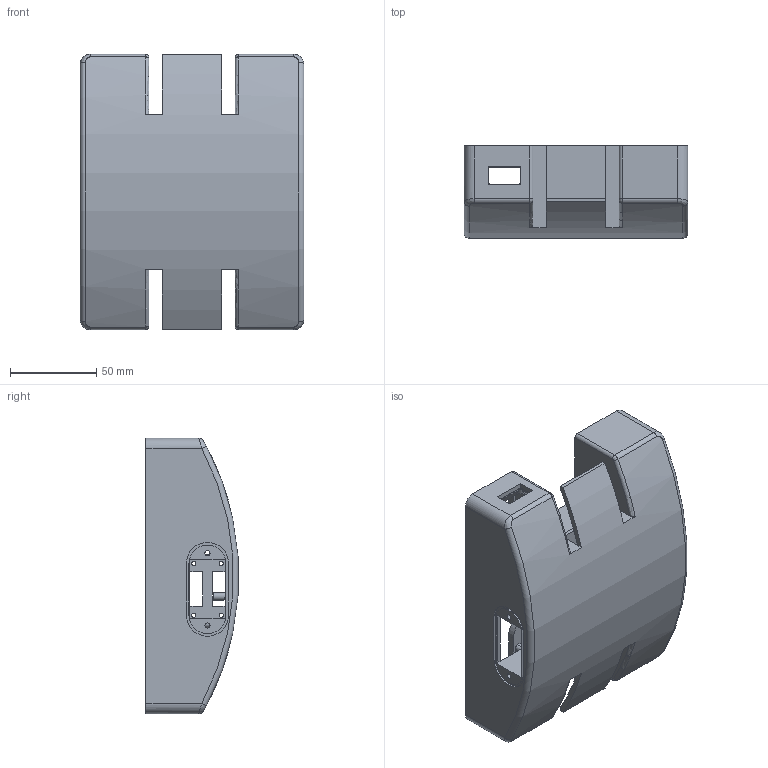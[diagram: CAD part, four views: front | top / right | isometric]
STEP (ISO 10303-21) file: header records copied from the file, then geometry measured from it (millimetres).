
FILE_DESCRIPTION(/* description */ (''),/* implementation_level */ '2;1');
FILE_NAME(/* name */ 'V20_MiddleBody_Assembly.stp',/* time_stamp */ '2025-10-28T09:48:31+10:30',/* author */ ('matth'),/* organization */ (''),/* preprocessor_version */ 'ST-DEVELOPER v20.1',/* originating_system */ 'Autodesk Inventor 2026',/* authorisation */ '');
FILE_SCHEMA (('AUTOMOTIVE_DESIGN { 1 0 10303 214 3 1 1 }'));
Length unit declared in the file: millimetre
Products named in the file (3): Final_Middle_Body_Assembly; FINAL_Middle_Body; botclamp30deg
Assembly tree (3 placements, depth 2):
  Final_Middle_Body_Assembly
    FINAL_Middle_Body
    botclamp30deg  x2
Bounding box: 130 x 53.54 x 160 mm (x, y, z)
Volume: 171590.4 mm3; surface area: 122132.3 mm2
Topology: 3 solids, 3 shells, 416 faces, 1137 edges, 737 vertices
Faces by surface type: plane 238, cylinder 147, bspline 17, cone 8, torus 6
Full cylindrical faces by diameter (mm): 2 x12, 2.5 x11, 3 x12, 4.5 x11
Entity records: 13916 total; most frequent: CARTESIAN_POINT 3788, ORIENTED_EDGE 2122, DIRECTION 2044, EDGE_CURVE 1061, VERTEX_POINT 689, AXIS2_PLACEMENT_3D 685, LINE 674, VECTOR 674
